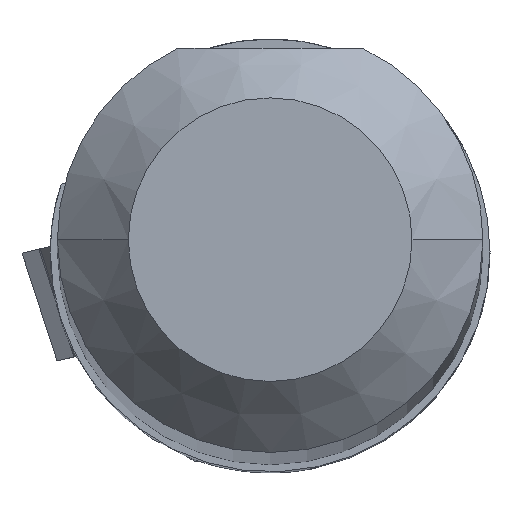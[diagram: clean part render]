
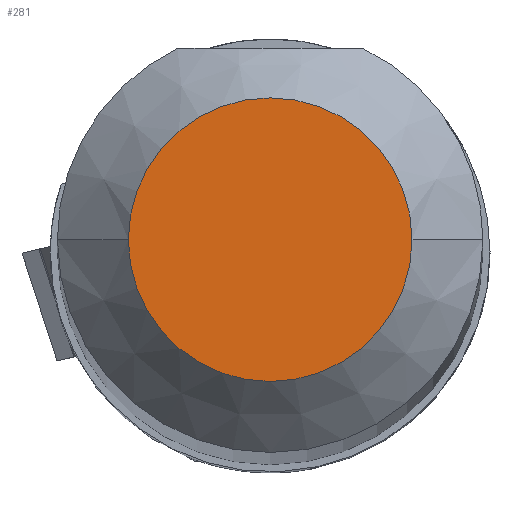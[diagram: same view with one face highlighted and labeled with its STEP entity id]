
A CAD part, top view. The second image highlights one B-rep face of the part: STEP entity #281.
In plain terms, the highlighted planar face has unit normal (0, 0, 1).
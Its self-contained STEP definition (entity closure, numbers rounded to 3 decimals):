
#202=FACE_OUTER_BOUND('',#402,.T.);
#281=ADVANCED_FACE('',(#202),#311,.T.);
#311=PLANE('',#1927);
#402=EDGE_LOOP('',(#856,#857,#858,#859));
#856=ORIENTED_EDGE('',*,*,#1278,.F.);
#857=ORIENTED_EDGE('',*,*,#1282,.F.);
#858=ORIENTED_EDGE('',*,*,#1281,.F.);
#859=ORIENTED_EDGE('',*,*,#1279,.F.);
#1042=VERTEX_POINT('',#3378);
#1043=VERTEX_POINT('',#3380);
#1044=VERTEX_POINT('',#3382);
#1045=VERTEX_POINT('',#3386);
#1278=EDGE_CURVE('',#1042,#1043,#1398,.T.);
#1279=EDGE_CURVE('',#1043,#1044,#1399,.T.);
#1281=EDGE_CURVE('',#1044,#1045,#1400,.T.);
#1282=EDGE_CURVE('',#1045,#1042,#1401,.T.);
#1398=CIRCLE('',#1921,2.);
#1399=CIRCLE('',#1922,2.);
#1400=CIRCLE('',#1924,2.);
#1401=CIRCLE('',#1925,2.);
#1921=AXIS2_PLACEMENT_3D('',#3379,#2418,#2419);
#1922=AXIS2_PLACEMENT_3D('',#3381,#2420,#2421);
#1924=AXIS2_PLACEMENT_3D('',#3385,#2425,#2426);
#1925=AXIS2_PLACEMENT_3D('',#3387,#2427,#2428);
#1927=AXIS2_PLACEMENT_3D('',#3389,#2431,#2432);
#2418=DIRECTION('',(0.,0.,-1.));
#2419=DIRECTION('',(-1.,0.,0.));
#2420=DIRECTION('',(0.,0.,-1.));
#2421=DIRECTION('',(0.,1.,0.));
#2425=DIRECTION('',(0.,0.,-1.));
#2426=DIRECTION('',(1.,0.,0.));
#2427=DIRECTION('',(0.,0.,-1.));
#2428=DIRECTION('',(0.,-1.,0.));
#2431=DIRECTION('',(0.,0.,1.));
#2432=DIRECTION('',(-1.,0.,0.));
#3378=CARTESIAN_POINT('',(-2.,0.,0.));
#3379=CARTESIAN_POINT('',(0.,0.,0.));
#3380=CARTESIAN_POINT('',(0.,2.,0.));
#3381=CARTESIAN_POINT('',(0.,0.,0.));
#3382=CARTESIAN_POINT('',(2.,0.,0.));
#3385=CARTESIAN_POINT('',(0.,0.,0.));
#3386=CARTESIAN_POINT('',(0.,-2.,0.));
#3387=CARTESIAN_POINT('',(0.,0.,0.));
#3389=CARTESIAN_POINT('',(0.,0.,0.));
